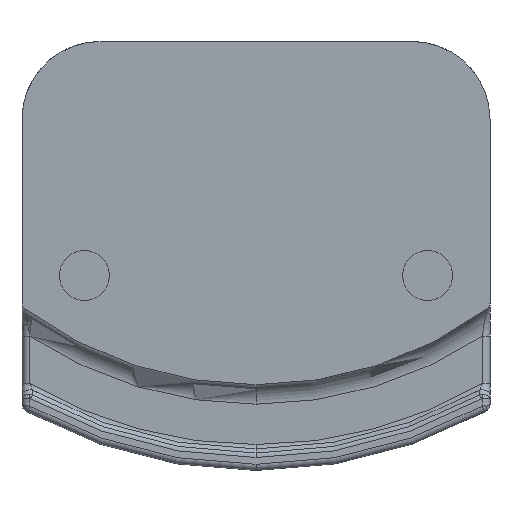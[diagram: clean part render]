
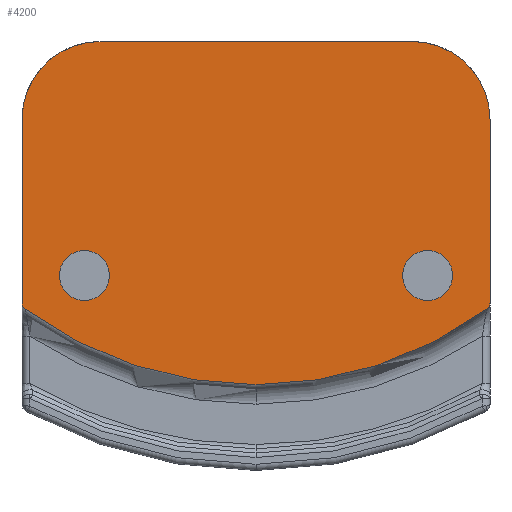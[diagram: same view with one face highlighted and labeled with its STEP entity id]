
A CAD part, front view. The second image highlights one B-rep face of the part: STEP entity #4200.
In plain terms, the highlighted planar face has unit normal (0, -1, 0).
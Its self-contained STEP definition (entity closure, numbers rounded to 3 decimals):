
#57 = ORIENTED_EDGE ( 'NONE', *, *, #2752, .F. ) ;
#74 = VECTOR ( 'NONE', #3107, 1000. ) ;
#112 = CARTESIAN_POINT ( 'NONE',  ( 15., -4.25, -6.748 ) ) ;
#198 = CIRCLE ( 'NONE', #2407, 5. ) ;
#245 = ORIENTED_EDGE ( 'NONE', *, *, #2867, .T. ) ;
#309 = EDGE_CURVE ( 'NONE', #3637, #839, #1736, .T. ) ;
#364 = EDGE_CURVE ( 'NONE', #1995, #3990, #1345, .T. ) ;
#453 = CARTESIAN_POINT ( 'NONE',  ( 0., -4.25, 13. ) ) ;
#458 = CARTESIAN_POINT ( 'NONE',  ( -15., -4.25, 3. ) ) ;
#463 = DIRECTION ( 'NONE',  ( 0., -1., 0. ) ) ;
#508 = CARTESIAN_POINT ( 'NONE',  ( -15., -4.25, 5. ) ) ;
#667 = VERTEX_POINT ( 'NONE', #508 ) ;
#692 = EDGE_LOOP ( 'NONE', ( #3306, #2810 ) ) ;
#711 = VERTEX_POINT ( 'NONE', #112 ) ;
#732 = CARTESIAN_POINT ( 'NONE',  ( -15., -4.25, -6.748 ) ) ;
#761 = AXIS2_PLACEMENT_3D ( 'NONE', #3706, #2913, #3056 ) ;
#774 = CIRCLE ( 'NONE', #3249, 1.6 ) ;
#787 = CARTESIAN_POINT ( 'NONE',  ( -11., -4.25, -5. ) ) ;
#792 = CARTESIAN_POINT ( 'NONE',  ( -10., -4.25, 10. ) ) ;
#822 = CIRCLE ( 'NONE', #2753, 25. ) ;
#831 = DIRECTION ( 'NONE',  ( 0., -1., 0. ) ) ;
#838 = EDGE_CURVE ( 'NONE', #1207, #972, #822, .T. ) ;
#839 = VERTEX_POINT ( 'NONE', #2506 ) ;
#972 = VERTEX_POINT ( 'NONE', #1275 ) ;
#1005 = DIRECTION ( 'NONE',  ( 0., -1., 0. ) ) ;
#1016 = CARTESIAN_POINT ( 'NONE',  ( -11., -4.25, -6.6 ) ) ;
#1078 = LINE ( 'NONE', #1097, #4164 ) ;
#1087 = DIRECTION ( 'NONE',  ( 0., 0., -1. ) ) ;
#1097 = CARTESIAN_POINT ( 'NONE',  ( 15., -4.25, 3. ) ) ;
#1174 = CIRCLE ( 'NONE', #3459, 0.5 ) ;
#1205 = CARTESIAN_POINT ( 'NONE',  ( -14.5, -4.25, -6.748 ) ) ;
#1207 = VERTEX_POINT ( 'NONE', #1998 ) ;
#1270 = CARTESIAN_POINT ( 'NONE',  ( 11., -4.25, -5. ) ) ;
#1275 = CARTESIAN_POINT ( 'NONE',  ( 14.796, -4.25, -7.151 ) ) ;
#1306 = CARTESIAN_POINT ( 'NONE',  ( 11., -4.25, -5. ) ) ;
#1327 = DIRECTION ( 'NONE',  ( 0., 0., -1. ) ) ;
#1345 = LINE ( 'NONE', #3252, #2896 ) ;
#1387 = CIRCLE ( 'NONE', #2347, 1.6 ) ;
#1405 = EDGE_CURVE ( 'NONE', #4106, #3990, #198, .T. ) ;
#1457 = ORIENTED_EDGE ( 'NONE', *, *, #3267, .T. ) ;
#1463 = DIRECTION ( 'NONE',  ( 0., -1., 0. ) ) ;
#1534 = AXIS2_PLACEMENT_3D ( 'NONE', #2068, #1787, #1694 ) ;
#1614 = AXIS2_PLACEMENT_3D ( 'NONE', #1270, #1005, #2644 ) ;
#1669 = EDGE_CURVE ( 'NONE', #839, #3637, #1387, .T. ) ;
#1676 = ORIENTED_EDGE ( 'NONE', *, *, #4197, .T. ) ;
#1677 = CIRCLE ( 'NONE', #1614, 1.6 ) ;
#1694 = DIRECTION ( 'NONE',  ( 0., 0., -1. ) ) ;
#1736 = CIRCLE ( 'NONE', #761, 1.6 ) ;
#1751 = FACE_OUTER_BOUND ( 'NONE', #1986, .T. ) ;
#1773 = CARTESIAN_POINT ( 'NONE',  ( 11., -4.25, -6.6 ) ) ;
#1787 = DIRECTION ( 'NONE',  ( 0., -1., 0. ) ) ;
#1799 = CARTESIAN_POINT ( 'NONE',  ( 10., -4.25, 10. ) ) ;
#1870 = EDGE_LOOP ( 'NONE', ( #2225, #57 ) ) ;
#1918 = CARTESIAN_POINT ( 'NONE',  ( 15., -4.25, 5. ) ) ;
#1986 = EDGE_LOOP ( 'NONE', ( #1457, #3772, #4027, #1676, #245, #3030, #3519, #2457 ) ) ;
#1988 = AXIS2_PLACEMENT_3D ( 'NONE', #4143, #2424, #1087 ) ;
#1995 = VERTEX_POINT ( 'NONE', #792 ) ;
#1998 = CARTESIAN_POINT ( 'NONE',  ( -14.796, -4.25, -7.151 ) ) ;
#2068 = CARTESIAN_POINT ( 'NONE',  ( 14.5, -4.25, -6.748 ) ) ;
#2144 = DIRECTION ( 'NONE',  ( 0., 0., 1. ) ) ;
#2155 = DIRECTION ( 'NONE',  ( 0., -1., 0. ) ) ;
#2164 = EDGE_CURVE ( 'NONE', #3624, #1207, #1174, .T. ) ;
#2184 = EDGE_CURVE ( 'NONE', #972, #711, #3042, .T. ) ;
#2225 = ORIENTED_EDGE ( 'NONE', *, *, #2774, .F. ) ;
#2347 = AXIS2_PLACEMENT_3D ( 'NONE', #787, #2155, #2841 ) ;
#2407 = AXIS2_PLACEMENT_3D ( 'NONE', #3583, #831, #2916 ) ;
#2424 = DIRECTION ( 'NONE',  ( 0., -1., 0. ) ) ;
#2457 = ORIENTED_EDGE ( 'NONE', *, *, #2184, .T. ) ;
#2497 = AXIS2_PLACEMENT_3D ( 'NONE', #4122, #3404, #4101 ) ;
#2506 = CARTESIAN_POINT ( 'NONE',  ( -11., -4.25, -3.4 ) ) ;
#2577 = DIRECTION ( 'NONE',  ( 0., 0., -1. ) ) ;
#2644 = DIRECTION ( 'NONE',  ( 0., 0., -1. ) ) ;
#2656 = LINE ( 'NONE', #458, #74 ) ;
#2727 = FACE_BOUND ( 'NONE', #692, .T. ) ;
#2752 = EDGE_CURVE ( 'NONE', #3171, #3703, #1677, .T. ) ;
#2753 = AXIS2_PLACEMENT_3D ( 'NONE', #453, #1463, #4173 ) ;
#2774 = EDGE_CURVE ( 'NONE', #3703, #3171, #774, .T. ) ;
#2810 = ORIENTED_EDGE ( 'NONE', *, *, #1669, .F. ) ;
#2841 = DIRECTION ( 'NONE',  ( 0., 0., -1. ) ) ;
#2851 = CIRCLE ( 'NONE', #2497, 5. ) ;
#2867 = EDGE_CURVE ( 'NONE', #667, #3624, #2656, .T. ) ;
#2896 = VECTOR ( 'NONE', #4251, 1000. ) ;
#2913 = DIRECTION ( 'NONE',  ( 0., -1., 0. ) ) ;
#2916 = DIRECTION ( 'NONE',  ( 0., 0., -1. ) ) ;
#3030 = ORIENTED_EDGE ( 'NONE', *, *, #2164, .T. ) ;
#3042 = CIRCLE ( 'NONE', #1534, 0.5 ) ;
#3056 = DIRECTION ( 'NONE',  ( 0., 0., -1. ) ) ;
#3097 = PLANE ( 'NONE',  #1988 ) ;
#3107 = DIRECTION ( 'NONE',  ( 0., 0., -1. ) ) ;
#3171 = VERTEX_POINT ( 'NONE', #3660 ) ;
#3249 = AXIS2_PLACEMENT_3D ( 'NONE', #1306, #3687, #1327 ) ;
#3252 = CARTESIAN_POINT ( 'NONE',  ( -15., -4.25, 10. ) ) ;
#3267 = EDGE_CURVE ( 'NONE', #711, #4106, #1078, .T. ) ;
#3306 = ORIENTED_EDGE ( 'NONE', *, *, #309, .F. ) ;
#3404 = DIRECTION ( 'NONE',  ( 0., -1., 0. ) ) ;
#3459 = AXIS2_PLACEMENT_3D ( 'NONE', #1205, #463, #2577 ) ;
#3519 = ORIENTED_EDGE ( 'NONE', *, *, #838, .T. ) ;
#3583 = CARTESIAN_POINT ( 'NONE',  ( 10., -4.25, 5. ) ) ;
#3624 = VERTEX_POINT ( 'NONE', #732 ) ;
#3637 = VERTEX_POINT ( 'NONE', #1016 ) ;
#3660 = CARTESIAN_POINT ( 'NONE',  ( 11., -4.25, -3.4 ) ) ;
#3687 = DIRECTION ( 'NONE',  ( 0., -1., 0. ) ) ;
#3703 = VERTEX_POINT ( 'NONE', #1773 ) ;
#3706 = CARTESIAN_POINT ( 'NONE',  ( -11., -4.25, -5. ) ) ;
#3752 = FACE_BOUND ( 'NONE', #1870, .T. ) ;
#3772 = ORIENTED_EDGE ( 'NONE', *, *, #1405, .T. ) ;
#3990 = VERTEX_POINT ( 'NONE', #1799 ) ;
#4027 = ORIENTED_EDGE ( 'NONE', *, *, #364, .F. ) ;
#4101 = DIRECTION ( 'NONE',  ( 0., 0., -1. ) ) ;
#4106 = VERTEX_POINT ( 'NONE', #1918 ) ;
#4122 = CARTESIAN_POINT ( 'NONE',  ( -10., -4.25, 5. ) ) ;
#4143 = CARTESIAN_POINT ( 'NONE',  ( 0., -4.25, 3. ) ) ;
#4164 = VECTOR ( 'NONE', #2144, 1000. ) ;
#4173 = DIRECTION ( 'NONE',  ( 0., 0., -1. ) ) ;
#4197 = EDGE_CURVE ( 'NONE', #1995, #667, #2851, .T. ) ;
#4200 = ADVANCED_FACE ( 'NONE', ( #1751, #3752, #2727 ), #3097, .T. ) ;
#4251 = DIRECTION ( 'NONE',  ( 1., 0., 0. ) ) ;
